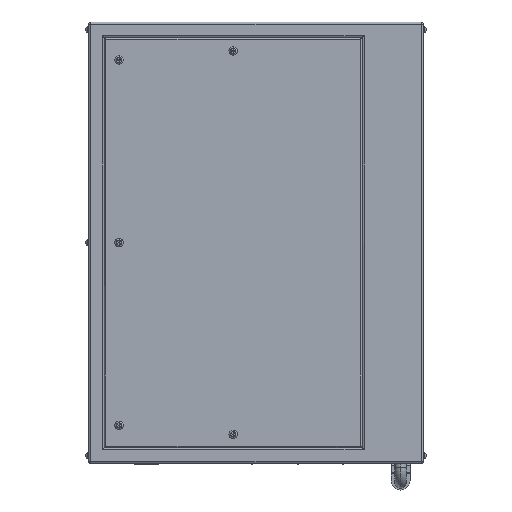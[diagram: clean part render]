
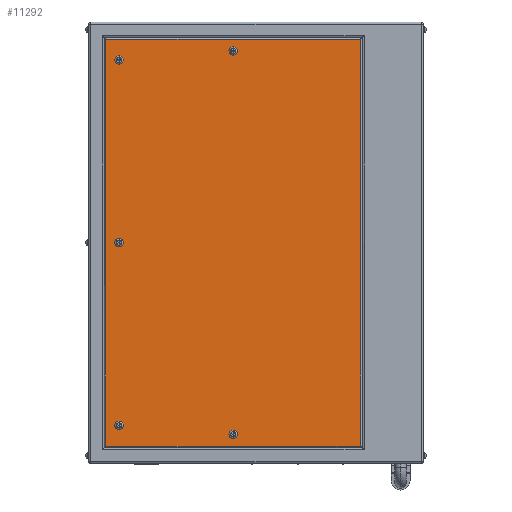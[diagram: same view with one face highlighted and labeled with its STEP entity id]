
A CAD part, left-side view. The second image highlights one B-rep face of the part: STEP entity #11292.
In plain terms, the highlighted planar face has unit normal (-1, 0, 0).
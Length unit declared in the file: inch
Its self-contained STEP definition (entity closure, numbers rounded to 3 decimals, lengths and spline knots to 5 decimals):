
#54 = CARTESIAN_POINT ( 'NONE',  ( -12.5, 18., -24.55 ) ) ;
#109 = ORIENTED_EDGE ( 'NONE', *, *, #18559, .T. ) ;
#238 = CARTESIAN_POINT ( 'NONE',  ( -12.5, 19.74, -26.74 ) ) ;
#265 = FACE_BOUND ( 'NONE', #21557, .T. ) ;
#366 = DIRECTION ( 'NONE',  ( 0., 0., -1. ) ) ;
#572 = CARTESIAN_POINT ( 'NONE',  ( -12.5, 22., -26.74 ) ) ;
#720 = FACE_BOUND ( 'NONE', #8876, .T. ) ;
#960 = EDGE_CURVE ( 'NONE', #5719, #16229, #2752, .T. ) ;
#1713 = DIRECTION ( 'NONE',  ( 1., 0., 0. ) ) ;
#1773 = CARTESIAN_POINT ( 'NONE',  ( -12.5, 18., 24. ) ) ;
#1880 = DIRECTION ( 'NONE',  ( 1., 0., 0. ) ) ;
#1949 = DIRECTION ( 'NONE',  ( 1., 0., 0. ) ) ;
#1958 = VECTOR ( 'NONE', #16820, 39.37008 ) ;
#2025 = VERTEX_POINT ( 'NONE', #9518 ) ;
#2046 = CARTESIAN_POINT ( 'NONE',  ( -12.5, 18., 0. ) ) ;
#2104 = VERTEX_POINT ( 'NONE', #3270 ) ;
#2417 = CARTESIAN_POINT ( 'NONE',  ( -12.5, 22., 26.74 ) ) ;
#2454 = CARTESIAN_POINT ( 'NONE',  ( -12.5, 18., 24. ) ) ;
#2595 = DIRECTION ( 'NONE',  ( 1., 0., 0. ) ) ;
#2752 = LINE ( 'NONE', #2417, #7926 ) ;
#2933 = ORIENTED_EDGE ( 'NONE', *, *, #14169, .T. ) ;
#3135 = ORIENTED_EDGE ( 'NONE', *, *, #11555, .T. ) ;
#3270 = CARTESIAN_POINT ( 'NONE',  ( -12.5, 3., 25.74 ) ) ;
#3408 = EDGE_CURVE ( 'NONE', #19219, #10218, #16252, .T. ) ;
#3492 = CARTESIAN_POINT ( 'NONE',  ( -12.5, 18., -24. ) ) ;
#3533 = VECTOR ( 'NONE', #18346, 39.37008 ) ;
#4009 = PLANE ( 'NONE',  #11446 ) ;
#4270 = AXIS2_PLACEMENT_3D ( 'NONE', #16900, #18789, #18920 ) ;
#4444 = CIRCLE ( 'NONE', #8974, 0.55 ) ;
#4466 = VERTEX_POINT ( 'NONE', #19837 ) ;
#4534 = AXIS2_PLACEMENT_3D ( 'NONE', #15415, #11577, #13659 ) ;
#4555 = AXIS2_PLACEMENT_3D ( 'NONE', #19335, #7163, #14263 ) ;
#4992 = CIRCLE ( 'NONE', #19596, 0.55 ) ;
#5164 = DIRECTION ( 'NONE',  ( 0., 0., -1. ) ) ;
#5589 = VERTEX_POINT ( 'NONE', #238 ) ;
#5719 = VERTEX_POINT ( 'NONE', #20711 ) ;
#5736 = FACE_BOUND ( 'NONE', #13081, .T. ) ;
#6157 = AXIS2_PLACEMENT_3D ( 'NONE', #2046, #1713, #5164 ) ;
#6387 = LINE ( 'NONE', #11803, #16008 ) ;
#6668 = ORIENTED_EDGE ( 'NONE', *, *, #21760, .T. ) ;
#6779 = CIRCLE ( 'NONE', #4534, 0.55 ) ;
#6980 = CIRCLE ( 'NONE', #14798, 0.55 ) ;
#7163 = DIRECTION ( 'NONE',  ( 1., 0., 0. ) ) ;
#7194 = EDGE_CURVE ( 'NONE', #16129, #2025, #4992, .T. ) ;
#7400 = VERTEX_POINT ( 'NONE', #10181 ) ;
#7654 = CARTESIAN_POINT ( 'NONE',  ( -12.5, 22., -29. ) ) ;
#7880 = FACE_BOUND ( 'NONE', #12633, .T. ) ;
#7926 = VECTOR ( 'NONE', #7933, 39.37008 ) ;
#7933 = DIRECTION ( 'NONE',  ( 0., 1., 0. ) ) ;
#8515 = CARTESIAN_POINT ( 'NONE',  ( -12.5, 18., 0. ) ) ;
#8876 = EDGE_LOOP ( 'NONE', ( #2933, #20284 ) ) ;
#8974 = AXIS2_PLACEMENT_3D ( 'NONE', #12604, #1949, #15977 ) ;
#9140 = DIRECTION ( 'NONE',  ( 1., 0., 0. ) ) ;
#9518 = CARTESIAN_POINT ( 'NONE',  ( -12.5, 18., -23.45 ) ) ;
#9650 = CARTESIAN_POINT ( 'NONE',  ( -12.5, 18., -24. ) ) ;
#9683 = EDGE_CURVE ( 'NONE', #2104, #19795, #16220, .T. ) ;
#9805 = CIRCLE ( 'NONE', #22838, 0.55 ) ;
#10007 = ORIENTED_EDGE ( 'NONE', *, *, #22963, .T. ) ;
#10181 = CARTESIAN_POINT ( 'NONE',  ( -12.5, 18., 24.55 ) ) ;
#10218 = VERTEX_POINT ( 'NONE', #10690 ) ;
#10366 = EDGE_LOOP ( 'NONE', ( #12124, #3135 ) ) ;
#10506 = ORIENTED_EDGE ( 'NONE', *, *, #16836, .T. ) ;
#10690 = CARTESIAN_POINT ( 'NONE',  ( -12.5, 18., -0.55 ) ) ;
#10712 = EDGE_LOOP ( 'NONE', ( #12295, #10007, #17209, #109 ) ) ;
#10890 = DIRECTION ( 'NONE',  ( 0., 0., -1. ) ) ;
#11292 = ADVANCED_FACE ( 'NONE', ( #5736, #7880, #265, #720, #13238, #20269 ), #4009, .F. ) ;
#11361 = DIRECTION ( 'NONE',  ( 0., 0., -1. ) ) ;
#11446 = AXIS2_PLACEMENT_3D ( 'NONE', #7654, #2595, #366 ) ;
#11555 = EDGE_CURVE ( 'NONE', #7400, #21749, #6980, .T. ) ;
#11577 = DIRECTION ( 'NONE',  ( 1., 0., 0. ) ) ;
#11753 = ORIENTED_EDGE ( 'NONE', *, *, #14273, .T. ) ;
#11803 = CARTESIAN_POINT ( 'NONE',  ( -12.5, 19.74, -29. ) ) ;
#12124 = ORIENTED_EDGE ( 'NONE', *, *, #15314, .T. ) ;
#12295 = ORIENTED_EDGE ( 'NONE', *, *, #20713, .T. ) ;
#12604 = CARTESIAN_POINT ( 'NONE',  ( -12.5, 3., -25.19 ) ) ;
#12633 = EDGE_LOOP ( 'NONE', ( #6668, #21421 ) ) ;
#12813 = CARTESIAN_POINT ( 'NONE',  ( -12.5, 18., 0.55 ) ) ;
#12977 = CARTESIAN_POINT ( 'NONE',  ( -12.5, -13.74, -29. ) ) ;
#13081 = EDGE_LOOP ( 'NONE', ( #11753, #10506 ) ) ;
#13186 = ORIENTED_EDGE ( 'NONE', *, *, #15900, .T. ) ;
#13238 = FACE_BOUND ( 'NONE', #10366, .T. ) ;
#13359 = AXIS2_PLACEMENT_3D ( 'NONE', #1773, #1880, #14242 ) ;
#13659 = DIRECTION ( 'NONE',  ( 0., 0., 1. ) ) ;
#14169 = EDGE_CURVE ( 'NONE', #10218, #19219, #9805, .T. ) ;
#14242 = DIRECTION ( 'NONE',  ( 0., 0., -1. ) ) ;
#14263 = DIRECTION ( 'NONE',  ( 0., 0., -1. ) ) ;
#14273 = EDGE_CURVE ( 'NONE', #21395, #15675, #6779, .T. ) ;
#14701 = LINE ( 'NONE', #12977, #3533 ) ;
#14798 = AXIS2_PLACEMENT_3D ( 'NONE', #2454, #16262, #11361 ) ;
#15314 = EDGE_CURVE ( 'NONE', #21749, #7400, #21945, .T. ) ;
#15415 = CARTESIAN_POINT ( 'NONE',  ( -12.5, 3., -25.19 ) ) ;
#15477 = DIRECTION ( 'NONE',  ( 1., 0., 0. ) ) ;
#15484 = CARTESIAN_POINT ( 'NONE',  ( -12.5, 19.74, 26.74 ) ) ;
#15675 = VERTEX_POINT ( 'NONE', #20412 ) ;
#15900 = EDGE_CURVE ( 'NONE', #2025, #16129, #19751, .T. ) ;
#15977 = DIRECTION ( 'NONE',  ( 0., 0., 1. ) ) ;
#16008 = VECTOR ( 'NONE', #18930, 39.37008 ) ;
#16129 = VERTEX_POINT ( 'NONE', #54 ) ;
#16220 = CIRCLE ( 'NONE', #4270, 0.55 ) ;
#16229 = VERTEX_POINT ( 'NONE', #15484 ) ;
#16252 = CIRCLE ( 'NONE', #6157, 0.55 ) ;
#16262 = DIRECTION ( 'NONE',  ( 1., 0., 0. ) ) ;
#16820 = DIRECTION ( 'NONE',  ( 0., -1., 0. ) ) ;
#16836 = EDGE_CURVE ( 'NONE', #15675, #21395, #4444, .T. ) ;
#16854 = DIRECTION ( 'NONE',  ( 1., 0., 0. ) ) ;
#16900 = CARTESIAN_POINT ( 'NONE',  ( -12.5, 3., 25.19 ) ) ;
#16984 = DIRECTION ( 'NONE',  ( 0., 0., -1. ) ) ;
#17209 = ORIENTED_EDGE ( 'NONE', *, *, #960, .T. ) ;
#17289 = CARTESIAN_POINT ( 'NONE',  ( -12.5, 3., 24.64 ) ) ;
#17689 = CARTESIAN_POINT ( 'NONE',  ( -12.5, 18., 23.45 ) ) ;
#18346 = DIRECTION ( 'NONE',  ( 0., 0., 1. ) ) ;
#18559 = EDGE_CURVE ( 'NONE', #16229, #5589, #6387, .T. ) ;
#18789 = DIRECTION ( 'NONE',  ( 1., 0., 0. ) ) ;
#18920 = DIRECTION ( 'NONE',  ( 0., 0., -1. ) ) ;
#18930 = DIRECTION ( 'NONE',  ( 0., 0., -1. ) ) ;
#19219 = VERTEX_POINT ( 'NONE', #12813 ) ;
#19335 = CARTESIAN_POINT ( 'NONE',  ( -12.5, 3., 25.19 ) ) ;
#19463 = DIRECTION ( 'NONE',  ( 0., 0., -1. ) ) ;
#19481 = CARTESIAN_POINT ( 'NONE',  ( -12.5, 3., -25.74 ) ) ;
#19596 = AXIS2_PLACEMENT_3D ( 'NONE', #3492, #9140, #10890 ) ;
#19751 = CIRCLE ( 'NONE', #21987, 0.55 ) ;
#19795 = VERTEX_POINT ( 'NONE', #17289 ) ;
#19837 = CARTESIAN_POINT ( 'NONE',  ( -12.5, -13.74, -26.74 ) ) ;
#20269 = FACE_OUTER_BOUND ( 'NONE', #10712, .T. ) ;
#20284 = ORIENTED_EDGE ( 'NONE', *, *, #3408, .T. ) ;
#20356 = LINE ( 'NONE', #572, #1958 ) ;
#20412 = CARTESIAN_POINT ( 'NONE',  ( -12.5, 3., -24.64 ) ) ;
#20493 = ORIENTED_EDGE ( 'NONE', *, *, #7194, .T. ) ;
#20711 = CARTESIAN_POINT ( 'NONE',  ( -12.5, -13.74, 26.74 ) ) ;
#20713 = EDGE_CURVE ( 'NONE', #5589, #4466, #20356, .T. ) ;
#21395 = VERTEX_POINT ( 'NONE', #19481 ) ;
#21421 = ORIENTED_EDGE ( 'NONE', *, *, #9683, .T. ) ;
#21557 = EDGE_LOOP ( 'NONE', ( #20493, #13186 ) ) ;
#21749 = VERTEX_POINT ( 'NONE', #17689 ) ;
#21751 = CIRCLE ( 'NONE', #4555, 0.55 ) ;
#21760 = EDGE_CURVE ( 'NONE', #19795, #2104, #21751, .T. ) ;
#21945 = CIRCLE ( 'NONE', #13359, 0.55 ) ;
#21987 = AXIS2_PLACEMENT_3D ( 'NONE', #9650, #16854, #16984 ) ;
#22838 = AXIS2_PLACEMENT_3D ( 'NONE', #8515, #15477, #19463 ) ;
#22963 = EDGE_CURVE ( 'NONE', #4466, #5719, #14701, .T. ) ;
